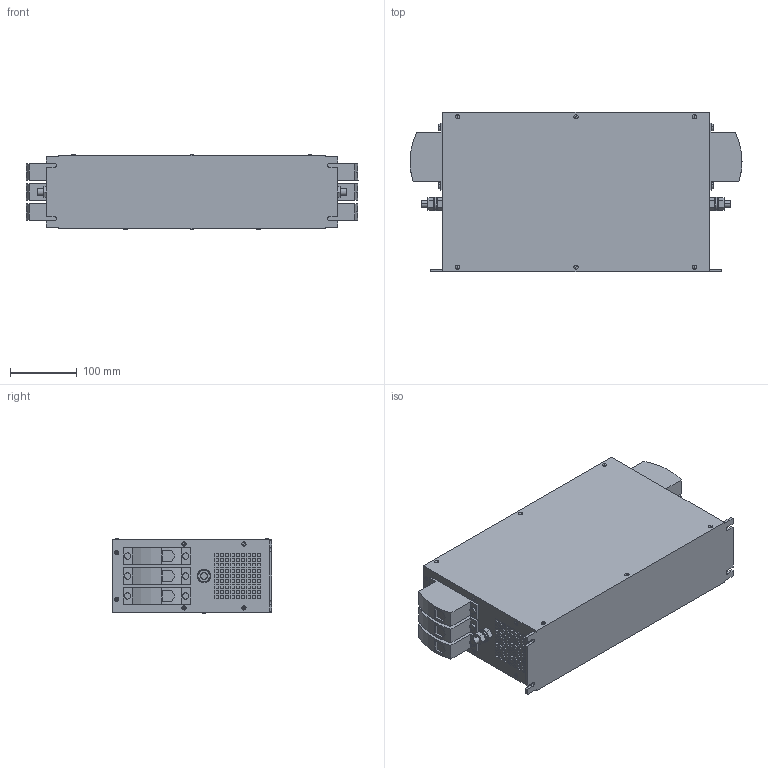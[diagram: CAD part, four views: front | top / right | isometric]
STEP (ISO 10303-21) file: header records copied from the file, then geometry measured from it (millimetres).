
FILE_DESCRIPTION (( 'STEP AP214' ), '1' );
FILE_NAME ('856144.STEP', '2024-08-06T12:37:44', ( '' ), ( '' ), 'SwSTEP 2.0', 'SolidWorks 2022', '' );
FILE_SCHEMA (( 'AUTOMOTIVE_DESIGN' ));
Length unit declared in the file: millimetre
Products named in the file (1): 856144
Bounding box: 499 x 240.05 x 112.74 mm (x, y, z)
Volume: 11090893.7 mm3; surface area: 426388.8 mm2
Topology: 1 solids, 47 shells, 2519 faces, 5936 edges, 3955 vertices
Faces by surface type: plane 2249, cylinder 228, sphere 42
Entity records: 71284 total; most frequent: CARTESIAN_POINT 12519, ORIENTED_EDGE 11872, DIRECTION 11500, EDGE_CURVE 5936, VECTOR 5340, LINE 5340, VERTEX_POINT 3955, AXIS2_PLACEMENT_3D 3080
